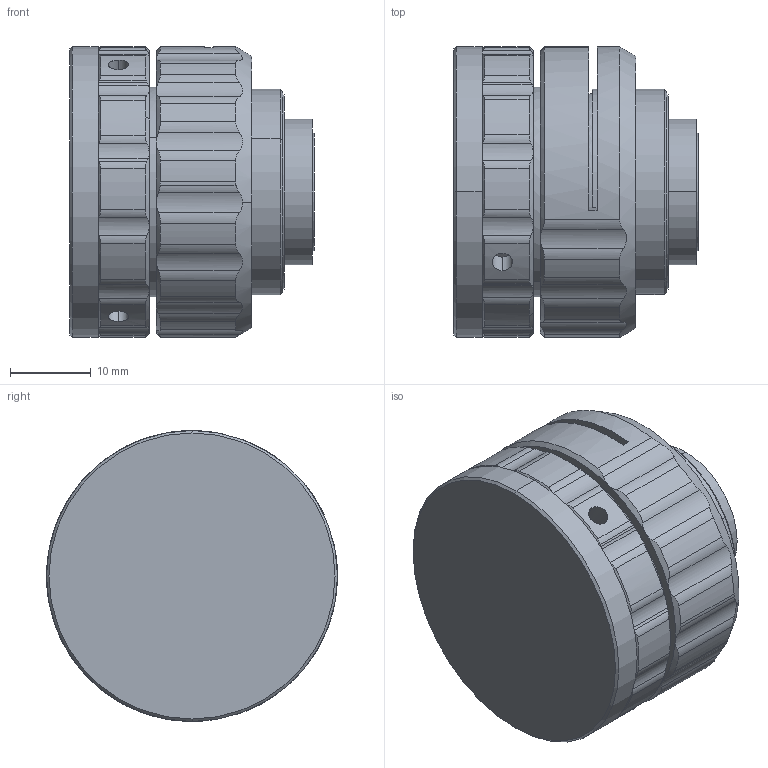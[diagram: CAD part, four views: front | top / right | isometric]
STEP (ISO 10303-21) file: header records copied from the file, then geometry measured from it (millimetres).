
FILE_DESCRIPTION (( 'STEP AP203' ), '1' );
FILE_NAME ('WWT118-01-145.STEP', '2023-05-10T00:57:43', ( '' ), ( '' ), 'SwSTEP 2.0', 'SolidWorks 2017', '' );
FILE_SCHEMA (( 'CONFIG_CONTROL_DESIGN' ));
Length unit declared in the file: millimetre
Products named in the file (1): WWT118-01-145
Bounding box: 30.2 x 36 x 36 mm (x, y, z)
Volume: 23662.7 mm3; surface area: 7891 mm2
Topology: 1 solids, 1 shells, 181 faces, 482 edges, 311 vertices
Faces by surface type: cylinder 114, cone 45, plane 22
Entity records: 6400 total; most frequent: CARTESIAN_POINT 2010, ORIENTED_EDGE 960, DIRECTION 831, EDGE_CURVE 480, AXIS2_PLACEMENT_3D 340, VERTEX_POINT 311, EDGE_LOOP 197, FACE_OUTER_BOUND 181
